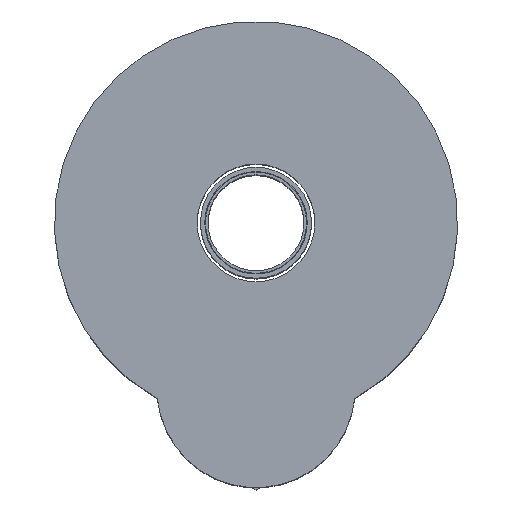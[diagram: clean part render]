
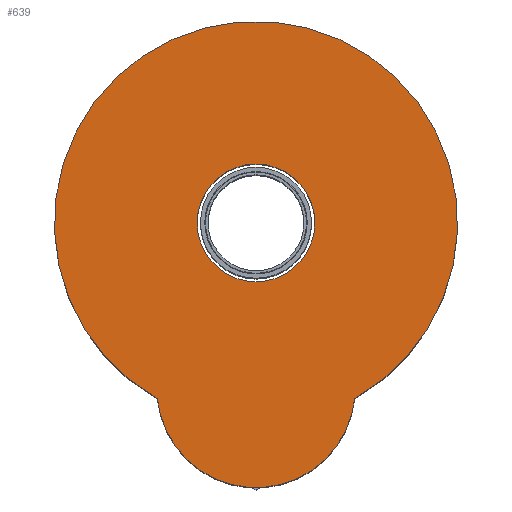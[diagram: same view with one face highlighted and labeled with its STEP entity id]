
A CAD part, top view. The second image highlights one B-rep face of the part: STEP entity #639.
In plain terms, the highlighted planar face has unit normal (0, 0, 1).
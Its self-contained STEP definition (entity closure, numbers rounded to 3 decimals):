
#39=PLANE('',#719);
#136=FACE_BOUND('',#237,.T.);
#171=FACE_OUTER_BOUND('',#236,.T.);
#236=EDGE_LOOP('',(#505,#506));
#237=EDGE_LOOP('',(#507));
#300=CIRCLE('',#710,17.8);
#303=CIRCLE('',#714,61.);
#304=CIRCLE('',#716,30.);
#342=VERTEX_POINT('',#1034);
#344=VERTEX_POINT('',#1039);
#347=VERTEX_POINT('',#1044);
#402=EDGE_CURVE('',#342,#342,#300,.T.);
#407=EDGE_CURVE('',#347,#344,#303,.T.);
#408=EDGE_CURVE('',#344,#347,#304,.T.);
#505=ORIENTED_EDGE('',*,*,#407,.F.);
#506=ORIENTED_EDGE('',*,*,#408,.F.);
#507=ORIENTED_EDGE('',*,*,#402,.T.);
#639=ADVANCED_FACE('',(#171,#136),#39,.F.);
#710=AXIS2_PLACEMENT_3D('',#1035,#836,#837);
#714=AXIS2_PLACEMENT_3D('',#1046,#846,#847);
#716=AXIS2_PLACEMENT_3D('',#1048,#850,#851);
#719=AXIS2_PLACEMENT_3D('',#1051,#856,#857);
#836=DIRECTION('center_axis',(0.,0.,-1.));
#837=DIRECTION('ref_axis',(-1.,0.,0.));
#846=DIRECTION('center_axis',(0.,0.,-1.));
#847=DIRECTION('ref_axis',(-1.,0.,0.));
#850=DIRECTION('center_axis',(0.,0.,-1.));
#851=DIRECTION('ref_axis',(-1.,0.,0.));
#856=DIRECTION('center_axis',(0.,0.,-1.));
#857=DIRECTION('ref_axis',(0.,-1.,0.));
#1034=CARTESIAN_POINT('',(17.8,0.,82.));
#1035=CARTESIAN_POINT('Origin',(0.,0.,82.));
#1039=CARTESIAN_POINT('',(29.839,-53.204,82.));
#1044=CARTESIAN_POINT('',(-29.839,-53.204,82.));
#1046=CARTESIAN_POINT('Origin',(0.,0.,82.));
#1048=CARTESIAN_POINT('Origin',(0.,-50.1,82.));
#1051=CARTESIAN_POINT('Origin',(0.,0.,82.));
